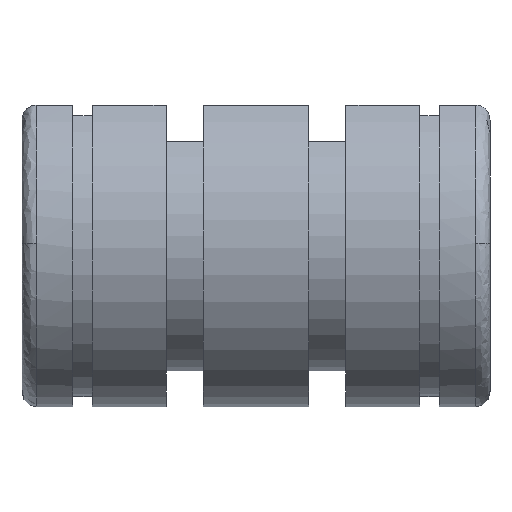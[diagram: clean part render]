
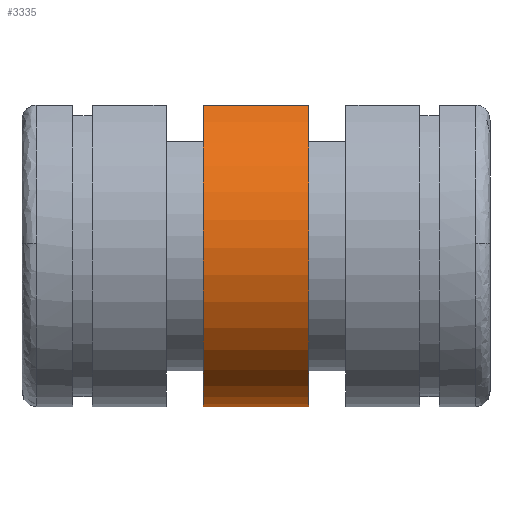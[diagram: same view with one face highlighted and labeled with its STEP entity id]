
A CAD part, left-side view. The second image highlights one B-rep face of the part: STEP entity #3335.
In plain terms, the highlighted cylindrical face has radius 11.113 mm (diameter 22.225 mm), a partial arc.
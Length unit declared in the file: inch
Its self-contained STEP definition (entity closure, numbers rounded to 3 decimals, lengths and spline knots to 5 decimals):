
#46 = CARTESIAN_POINT ( 'NONE',  ( 0.43721, 0.06619, 0.01793 ) ) ;
#66 = CARTESIAN_POINT ( 'NONE',  ( 0.4375, 0.068, -0.0045 ) ) ;
#100 = CARTESIAN_POINT ( 'NONE',  ( 0.4375, 0.068, 0.00899 ) ) ;
#103 = CARTESIAN_POINT ( 'NONE',  ( 0.43225, -0.00892, -0.06756 ) ) ;
#222 = CARTESIAN_POINT ( 'NONE',  ( 0.43416, -0.04184, 0.05433 ) ) ;
#243 = DIRECTION ( 'NONE',  ( 0., -1., 0. ) ) ;
#271 = ORIENTED_EDGE ( 'NONE', *, *, #5525, .T. ) ;
#437 = ORIENTED_EDGE ( 'NONE', *, *, #1998, .T. ) ;
#559 = CARTESIAN_POINT ( 'NONE',  ( 0.43555, 0.05409, -0.04145 ) ) ;
#640 = CARTESIAN_POINT ( 'NONE',  ( 0.43554, -0.05433, -0.04184 ) ) ;
#719 = CARTESIAN_POINT ( 'NONE',  ( 0.43555, -0.05409, 0.04145 ) ) ;
#735 = DIRECTION ( 'NONE',  ( 0., 1., 0. ) ) ;
#942 = CARTESIAN_POINT ( 'NONE',  ( 0., -0.14075, 0. ) ) ;
#965 = CARTESIAN_POINT ( 'NONE',  ( 0.43717, 0.06583, -0.01761 ) ) ;
#1022 = CARTESIAN_POINT ( 'NONE',  ( 0.43248, 0.01793, -0.06619 ) ) ;
#1044 = CARTESIAN_POINT ( 'NONE',  ( 0.4352, 0.05123, -0.04494 ) ) ;
#1107 = CARTESIAN_POINT ( 'NONE',  ( 0.43252, -0.01761, -0.06583 ) ) ;
#1127 = CARTESIAN_POINT ( 'NONE',  ( 0.43619, -0.05902, 0.03406 ) ) ;
#1186 = CARTESIAN_POINT ( 'NONE',  ( 0.43743, -0.06756, 0.00892 ) ) ;
#1187 = VECTOR ( 'NONE', #3914, 39.37008 ) ;
#1207 = CARTESIAN_POINT ( 'NONE',  ( 0.43697, -0.06452, 0.02193 ) ) ;
#1235 = VERTEX_POINT ( 'NONE', #2267 ) ;
#1253 = ORIENTED_EDGE ( 'NONE', *, *, #5112, .T. ) ;
#1290 = CIRCLE ( 'NONE', #1310, 0.4375 ) ;
#1310 = AXIS2_PLACEMENT_3D ( 'NONE', #942, #1857, #2749 ) ;
#1332 = CARTESIAN_POINT ( 'NONE',  ( 0.43218, 0., 0.068 ) ) ;
#1447 = CARTESIAN_POINT ( 'NONE',  ( -0.23607, 0.14075, 0.36835 ) ) ;
#1597 = CARTESIAN_POINT ( 'NONE',  ( 0.23607, -0.9375, 0.36835 ) ) ;
#1857 = DIRECTION ( 'NONE',  ( 0., 1., 0. ) ) ;
#1897 = CARTESIAN_POINT ( 'NONE',  ( 0.43252, 0.01761, 0.06583 ) ) ;
#1911 = CARTESIAN_POINT ( 'NONE',  ( 0.43225, 0.00892, 0.06756 ) ) ;
#1950 = CARTESIAN_POINT ( 'NONE',  ( 0.43415, 0.04145, 0.05409 ) ) ;
#1998 = EDGE_CURVE ( 'NONE', #3983, #2367, #2767, .T. ) ;
#2012 = CARTESIAN_POINT ( 'NONE',  ( 0.43218, -0.0045, -0.068 ) ) ;
#2056 = CARTESIAN_POINT ( 'NONE',  ( 0.43346, -0.03427, 0.05939 ) ) ;
#2078 = CARTESIAN_POINT ( 'NONE',  ( 0.4352, -0.05123, 0.04494 ) ) ;
#2135 = DIRECTION ( 'NONE',  ( 0., 0., 1. ) ) ;
#2267 = CARTESIAN_POINT ( 'NONE',  ( 0.23607, 0.14075, 0.36835 ) ) ;
#2367 = VERTEX_POINT ( 'NONE', #1332 ) ;
#2379 = CARTESIAN_POINT ( 'NONE',  ( -0.23607, -0.14075, 0.36835 ) ) ;
#2382 = CARTESIAN_POINT ( 'NONE',  ( 0.43554, 0.05433, 0.04184 ) ) ;
#2403 = CARTESIAN_POINT ( 'NONE',  ( 0.43351, 0.03406, 0.05902 ) ) ;
#2405 = CARTESIAN_POINT ( 'NONE',  ( 0.43351, -0.03406, -0.05902 ) ) ;
#2417 = CARTESIAN_POINT ( 'NONE',  ( 0.43218, 0.00899, -0.068 ) ) ;
#2452 = ORIENTED_EDGE ( 'NONE', *, *, #3957, .T. ) ;
#2477 = CARTESIAN_POINT ( 'NONE',  ( 0.43415, -0.04145, -0.05409 ) ) ;
#2539 = CARTESIAN_POINT ( 'NONE',  ( 0.43717, -0.06583, 0.01761 ) ) ;
#2561 = CARTESIAN_POINT ( 'NONE',  ( 0., 0.14075, 0. ) ) ;
#2749 = DIRECTION ( 'NONE',  ( 0., 0., 1. ) ) ;
#2767 = B_SPLINE_CURVE_WITH_KNOTS ( 'NONE', 3,
 ( #5166, #2012, #103, #1107, #3390, #2895, #2405, #2477, #4242, #640, #3856, #5598, #2855, #3310, #1186, #2539, #1207, #4823, #1127, #719, #2078, #222, #2056, #5745, #4397, #3473 ),
 .UNSPECIFIED., .F., .F.,
 ( 4, 2, 2, 2, 2, 2, 2, 2, 2, 2, 2, 2, 4 ),
 ( -0.0027, -0.00236, -0.00203, -0.00169, -0.00135, -0.00068, 0., 0.00034, 0.00068, 0.00101, 0.00135, 0.00203, 0.0027 ),
 .UNSPECIFIED. ) ;
#2814 = CARTESIAN_POINT ( 'NONE',  ( 0.43697, 0.06452, -0.02193 ) ) ;
#2829 = CARTESIAN_POINT ( 'NONE',  ( 0.43346, 0.03427, -0.05939 ) ) ;
#2853 = CARTESIAN_POINT ( 'NONE',  ( 0.4345, 0.04494, 0.05123 ) ) ;
#2855 = CARTESIAN_POINT ( 'NONE',  ( 0.4375, -0.068, -0.00899 ) ) ;
#2877 = CARTESIAN_POINT ( 'NONE',  ( 0.43218, 0., -0.068 ) ) ;
#2895 = CARTESIAN_POINT ( 'NONE',  ( 0.43321, -0.03016, -0.06111 ) ) ;
#2916 = CARTESIAN_POINT ( 'NONE',  ( -0.23607, -0.9375, 0.36835 ) ) ;
#3109 = CYLINDRICAL_SURFACE ( 'NONE', #5762, 0.4375 ) ;
#3222 = EDGE_CURVE ( 'NONE', #1235, #5265, #5140, .T. ) ;
#3263 = CARTESIAN_POINT ( 'NONE',  ( 0.43619, 0.05902, -0.03406 ) ) ;
#3295 = VECTOR ( 'NONE', #3414, 39.37008 ) ;
#3308 = CARTESIAN_POINT ( 'NONE',  ( 0.43648, 0.06111, -0.03016 ) ) ;
#3310 = CARTESIAN_POINT ( 'NONE',  ( 0.4375, -0.068, 0.0045 ) ) ;
#3335 = ADVANCED_FACE ( 'NONE', ( #5556, #4123 ), #3109, .T. ) ;
#3390 = CARTESIAN_POINT ( 'NONE',  ( 0.43272, -0.02193, -0.06452 ) ) ;
#3414 = DIRECTION ( 'NONE',  ( 0., 1., 0. ) ) ;
#3436 = CIRCLE ( 'NONE', #4296, 0.4375 ) ;
#3473 = CARTESIAN_POINT ( 'NONE',  ( 0.43218, 0., 0.068 ) ) ;
#3506 = EDGE_LOOP ( 'NONE', ( #1253, #5841, #5019, #271 ) ) ;
#3588 = EDGE_LOOP ( 'NONE', ( #2452, #437 ) ) ;
#3722 = CARTESIAN_POINT ( 'NONE',  ( 0.43321, 0.03016, 0.06111 ) ) ;
#3737 = CARTESIAN_POINT ( 'NONE',  ( 0.43218, 0., 0.068 ) ) ;
#3856 = CARTESIAN_POINT ( 'NONE',  ( 0.43623, -0.05939, -0.03427 ) ) ;
#3914 = DIRECTION ( 'NONE',  ( 0., -1., 0. ) ) ;
#3957 = EDGE_CURVE ( 'NONE', #2367, #3983, #5075, .T. ) ;
#3975 = DIRECTION ( 'NONE',  ( 0., 0., 1. ) ) ;
#3983 = VERTEX_POINT ( 'NONE', #5084 ) ;
#4123 = FACE_BOUND ( 'NONE', #3588, .T. ) ;
#4239 = CARTESIAN_POINT ( 'NONE',  ( 0.43218, 0.0045, 0.068 ) ) ;
#4242 = CARTESIAN_POINT ( 'NONE',  ( 0.4345, -0.04494, -0.05123 ) ) ;
#4296 = AXIS2_PLACEMENT_3D ( 'NONE', #2561, #243, #2135 ) ;
#4397 = CARTESIAN_POINT ( 'NONE',  ( 0.43218, -0.00899, 0.068 ) ) ;
#4518 = LINE ( 'NONE', #2916, #3295 ) ;
#4676 = CARTESIAN_POINT ( 'NONE',  ( 0.43272, 0.02193, 0.06452 ) ) ;
#4823 = CARTESIAN_POINT ( 'NONE',  ( 0.43648, -0.06111, 0.03016 ) ) ;
#5019 = ORIENTED_EDGE ( 'NONE', *, *, #3222, .T. ) ;
#5075 = B_SPLINE_CURVE_WITH_KNOTS ( 'NONE', 3,
 ( #3737, #4239, #1911, #1897, #4676, #3722, #2403, #1950, #2853, #2382, #5535, #46, #100, #66, #5163, #965, #2814, #3308, #3263, #559, #1044, #5577, #2829, #1022, #2417, #2877 ),
 .UNSPECIFIED., .F., .F.,
 ( 4, 2, 2, 2, 2, 2, 2, 2, 2, 2, 2, 2, 4 ),
 ( 0.0027, 0.00304, 0.00338, 0.00372, 0.00405, 0.00473, 0.0054, 0.00574, 0.00608, 0.00642, 0.00676, 0.00743, 0.00811 ),
 .UNSPECIFIED. ) ;
#5084 = CARTESIAN_POINT ( 'NONE',  ( 0.43218, 0., -0.068 ) ) ;
#5112 = EDGE_CURVE ( 'NONE', #5684, #5669, #4518, .T. ) ;
#5140 = LINE ( 'NONE', #1597, #1187 ) ;
#5163 = CARTESIAN_POINT ( 'NONE',  ( 0.43743, 0.06756, -0.00892 ) ) ;
#5166 = CARTESIAN_POINT ( 'NONE',  ( 0.43218, 0., -0.068 ) ) ;
#5231 = EDGE_CURVE ( 'NONE', #5669, #1235, #3436, .T. ) ;
#5265 = VERTEX_POINT ( 'NONE', #5783 ) ;
#5525 = EDGE_CURVE ( 'NONE', #5265, #5684, #1290, .T. ) ;
#5535 = CARTESIAN_POINT ( 'NONE',  ( 0.43623, 0.05939, 0.03427 ) ) ;
#5556 = FACE_OUTER_BOUND ( 'NONE', #3506, .T. ) ;
#5577 = CARTESIAN_POINT ( 'NONE',  ( 0.43416, 0.04184, -0.05433 ) ) ;
#5598 = CARTESIAN_POINT ( 'NONE',  ( 0.43721, -0.06619, -0.01793 ) ) ;
#5669 = VERTEX_POINT ( 'NONE', #1447 ) ;
#5684 = VERTEX_POINT ( 'NONE', #2379 ) ;
#5745 = CARTESIAN_POINT ( 'NONE',  ( 0.43248, -0.01793, 0.06619 ) ) ;
#5762 = AXIS2_PLACEMENT_3D ( 'NONE', #5850, #735, #3975 ) ;
#5783 = CARTESIAN_POINT ( 'NONE',  ( 0.23607, -0.14075, 0.36835 ) ) ;
#5841 = ORIENTED_EDGE ( 'NONE', *, *, #5231, .T. ) ;
#5850 = CARTESIAN_POINT ( 'NONE',  ( 0., 0., 0. ) ) ;
